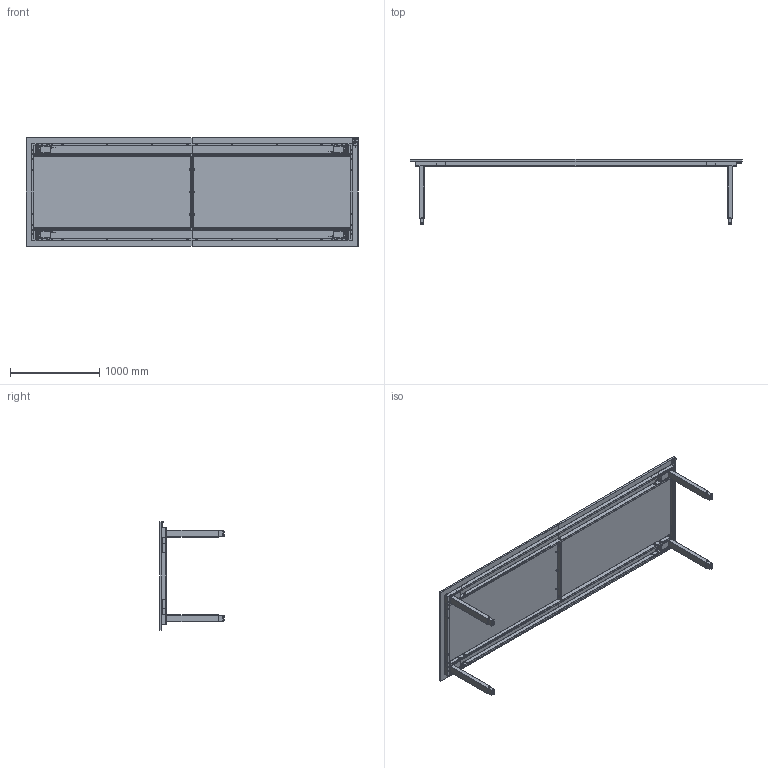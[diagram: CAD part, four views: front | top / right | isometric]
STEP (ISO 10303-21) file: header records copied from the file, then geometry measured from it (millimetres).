
FILE_DESCRIPTION (( 'STEP AP203' ), '1' );
FILE_NAME ('NARROW-WIDE UP 3715 - HIGH END by Swedstyle_565002XXG-1.STEP', '2021-03-10T09:18:43', ( '' ), ( '' ), 'SwSTEP 2.0', 'SolidWorks 2019', '' );
FILE_SCHEMA (( 'CONFIG_CONTROL_DESIGN' ));
Length unit declared in the file: millimetre
Products named in the file (3): Narrow Wide Up 3715, +50mm, exkl. skiva - HIGH END; Skiva inkl. bordskontroll - Narrow-Wide Up 3715 HIGH END; NARROW-WIDE UP 3715 - HIGH END by Swedstyle_565002XXG-1
Assembly tree (2 placements, depth 2):
  NARROW-WIDE UP 3715 - HIGH END by Swedstyle_565002XXG-1
    Narrow Wide Up 3715, +50mm, exkl. skiva - HIGH END
    Skiva inkl. bordskontroll - Narrow-Wide Up 3715 HIGH END
Bounding box: 3715 x 726.8 x 1215.03 mm (x, y, z)
Surface area: 14587614.7 mm2 (no closed solid volume)
Topology: 0 solids, 276 shells, 1257 faces, 5787 edges, 4670 vertices
Faces by surface type: cylinder 555, plane 519, sphere 82, torus 50, cone 43, bspline 8
Entity records: 61051 total; most frequent: CARTESIAN_POINT 13131, DIRECTION 10636, ORIENTED_EDGE 7628, EDGE_CURVE 5755, VERTEX_POINT 4670, AXIS2_PLACEMENT_3D 3855, VECTOR 2926, LINE 2926
